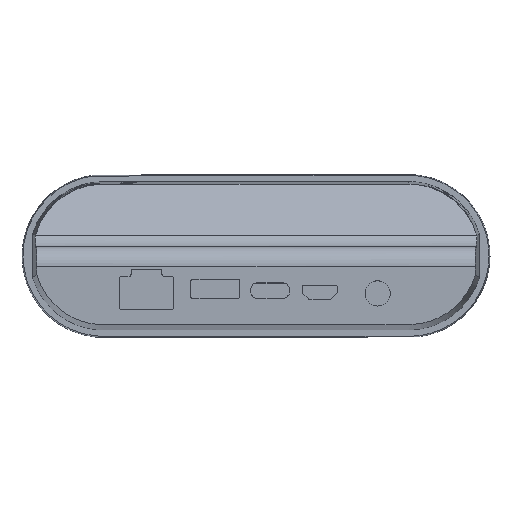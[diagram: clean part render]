
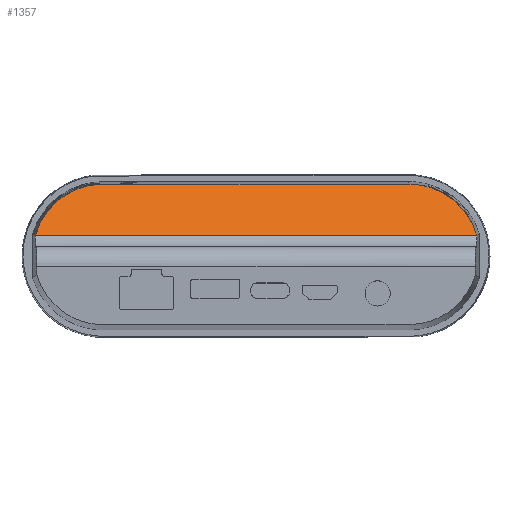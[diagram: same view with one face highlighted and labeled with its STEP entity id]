
A CAD part, top view. The second image highlights one B-rep face of the part: STEP entity #1357.
In plain terms, the highlighted planar face has unit normal (0, 0.439, 0.899).
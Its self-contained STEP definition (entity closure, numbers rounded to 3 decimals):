
#64=PLANE('',#1513);
#70=B_SPLINE_CURVE_WITH_KNOTS('',3,(#2238,#2239,#2240,#2241,#2242,#2243,
#2244,#2245,#2246,#2247),.UNSPECIFIED.,.F.,.F.,(4,2,2,2,4),(0.,
0.571,1.18,1.688,2.184),
 .UNSPECIFIED.);
#74=B_SPLINE_CURVE_WITH_KNOTS('',3,(#2334,#2335,#2336,#2337,#2338,#2339,
#2340,#2341,#2342,#2343,#2344,#2345,#2346,#2347,#2348,#2349,#2350,#2351,
#2352,#2353,#2354,#2355,#2356,#2357,#2358,#2359,#2360,#2361,#2362,#2363,
#2364,#2365,#2366,#2367,#2368,#2369,#2370,#2371,#2372,#2373,#2374,#2375,
#2376),.UNSPECIFIED.,.F.,.F.,(4,3,3,3,3,3,3,3,3,3,3,3,3,3,4),(-9.984,
-9.754,-8.888,-8.704,-8.44,
-8.133,-7.992,-7.837,-7.507,
-7.32,-6.955,-5.707,-3.907,
-0.306,0.),.UNSPECIFIED.);
#162=FACE_OUTER_BOUND('',#250,.T.);
#250=EDGE_LOOP('',(#1240,#1241,#1242,#1243,#1244));
#298=LINE('',#2819,#414);
#301=LINE('',#2832,#417);
#370=LINE('',#3018,#486);
#414=VECTOR('',#1665,1000.);
#417=VECTOR('',#1678,1000.);
#486=VECTOR('',#1893,1000.);
#569=VERTEX_POINT('',#2235);
#570=VERTEX_POINT('',#2237);
#573=VERTEX_POINT('',#2327);
#626=VERTEX_POINT('',#2818);
#631=VERTEX_POINT('',#2830);
#707=EDGE_CURVE('',#570,#569,#70,.T.);
#712=EDGE_CURVE('',#569,#573,#74,.F.);
#770=EDGE_CURVE('',#570,#626,#298,.T.);
#777=EDGE_CURVE('',#631,#573,#301,.T.);
#868=EDGE_CURVE('',#631,#626,#370,.T.);
#1240=ORIENTED_EDGE('',*,*,#777,.F.);
#1241=ORIENTED_EDGE('',*,*,#868,.T.);
#1242=ORIENTED_EDGE('',*,*,#770,.F.);
#1243=ORIENTED_EDGE('',*,*,#707,.T.);
#1244=ORIENTED_EDGE('',*,*,#712,.T.);
#1357=ADVANCED_FACE('',(#162),#64,.F.);
#1513=AXIS2_PLACEMENT_3D('',#3017,#1891,#1892);
#1665=DIRECTION('',(-0.004,-0.899,0.439));
#1678=DIRECTION('',(-0.004,0.899,-0.439));
#1891=DIRECTION('center_axis',(0.,-0.439,-0.899));
#1892=DIRECTION('ref_axis',(0.,0.899,-0.439));
#1893=DIRECTION('',(1.,0.,0.));
#2235=CARTESIAN_POINT('',(75.03,37.536,103.95));
#2237=CARTESIAN_POINT('',(91.756,24.997,110.069));
#2238=CARTESIAN_POINT('Ctrl Pts',(91.756,24.997,110.069));
#2239=CARTESIAN_POINT('Ctrl Pts',(91.274,26.651,109.262));
#2240=CARTESIAN_POINT('Ctrl Pts',(90.549,28.226,108.494));
#2241=CARTESIAN_POINT('Ctrl Pts',(88.558,31.251,107.017));
#2242=CARTESIAN_POINT('Ctrl Pts',(87.269,32.666,106.327));
#2243=CARTESIAN_POINT('Ctrl Pts',(84.461,34.851,105.26));
#2244=CARTESIAN_POINT('Ctrl Pts',(82.579,36.037,104.682));
#2245=CARTESIAN_POINT('Ctrl Pts',(77.592,37.536,103.95));
#2246=CARTESIAN_POINT('Ctrl Pts',(75.615,37.536,103.95));
#2247=CARTESIAN_POINT('Ctrl Pts',(75.03,37.536,103.95));
#2327=CARTESIAN_POINT('',(-16.726,24.997,110.069));
#2334=CARTESIAN_POINT('Ctrl Pts',(-16.726,24.997,110.069));
#2335=CARTESIAN_POINT('Ctrl Pts',(-16.558,25.571,109.789));
#2336=CARTESIAN_POINT('Ctrl Pts',(-16.362,26.136,109.513));
#2337=CARTESIAN_POINT('Ctrl Pts',(-16.136,26.69,109.243));
#2338=CARTESIAN_POINT('Ctrl Pts',(-15.285,28.776,108.225));
#2339=CARTESIAN_POINT('Ctrl Pts',(-14.016,30.721,107.276));
#2340=CARTESIAN_POINT('Ctrl Pts',(-12.384,32.37,106.471));
#2341=CARTESIAN_POINT('Ctrl Pts',(-12.038,32.72,106.301));
#2342=CARTESIAN_POINT('Ctrl Pts',(-11.676,33.056,106.137));
#2343=CARTESIAN_POINT('Ctrl Pts',(-11.298,33.378,105.98));
#2344=CARTESIAN_POINT('Ctrl Pts',(-10.753,33.841,105.753));
#2345=CARTESIAN_POINT('Ctrl Pts',(-10.204,34.257,105.55));
#2346=CARTESIAN_POINT('Ctrl Pts',(-9.539,34.693,105.338));
#2347=CARTESIAN_POINT('Ctrl Pts',(-8.765,35.199,105.091));
#2348=CARTESIAN_POINT('Ctrl Pts',(-7.827,35.726,104.833));
#2349=CARTESIAN_POINT('Ctrl Pts',(-6.72,36.189,104.608));
#2350=CARTESIAN_POINT('Ctrl Pts',(-6.213,36.401,104.504));
#2351=CARTESIAN_POINT('Ctrl Pts',(-5.67,36.599,104.407));
#2352=CARTESIAN_POINT('Ctrl Pts',(-5.091,36.776,104.321));
#2353=CARTESIAN_POINT('Ctrl Pts',(-4.455,36.97,104.227));
#2354=CARTESIAN_POINT('Ctrl Pts',(-3.833,37.118,104.154));
#2355=CARTESIAN_POINT('Ctrl Pts',(-3.27,37.226,104.102));
#2356=CARTESIAN_POINT('Ctrl Pts',(-2.069,37.455,103.99));
#2357=CARTESIAN_POINT('Ctrl Pts',(-1.048,37.536,103.95));
#2358=CARTESIAN_POINT('Ctrl Pts',(0.,37.536,
103.95));
#2359=CARTESIAN_POINT('Ctrl Pts',(0.593,37.536,103.95));
#2360=CARTESIAN_POINT('Ctrl Pts',(1.206,37.536,103.95));
#2361=CARTESIAN_POINT('Ctrl Pts',(1.829,37.536,103.95));
#2362=CARTESIAN_POINT('Ctrl Pts',(3.048,37.536,103.95));
#2363=CARTESIAN_POINT('Ctrl Pts',(4.266,37.536,103.95));
#2364=CARTESIAN_POINT('Ctrl Pts',(5.484,37.536,103.95));
#2365=CARTESIAN_POINT('Ctrl Pts',(9.644,37.536,103.95));
#2366=CARTESIAN_POINT('Ctrl Pts',(13.803,37.536,103.95));
#2367=CARTESIAN_POINT('Ctrl Pts',(17.963,37.536,103.95));
#2368=CARTESIAN_POINT('Ctrl Pts',(23.963,37.536,103.95));
#2369=CARTESIAN_POINT('Ctrl Pts',(29.964,37.536,103.95));
#2370=CARTESIAN_POINT('Ctrl Pts',(35.965,37.536,103.95));
#2371=CARTESIAN_POINT('Ctrl Pts',(47.966,37.536,103.95));
#2372=CARTESIAN_POINT('Ctrl Pts',(59.968,37.536,103.95));
#2373=CARTESIAN_POINT('Ctrl Pts',(71.969,37.536,103.95));
#2374=CARTESIAN_POINT('Ctrl Pts',(72.989,37.536,103.95));
#2375=CARTESIAN_POINT('Ctrl Pts',(74.01,37.536,103.95));
#2376=CARTESIAN_POINT('Ctrl Pts',(75.03,37.536,103.95));
#2818=CARTESIAN_POINT('',(91.755,24.838,110.147));
#2819=CARTESIAN_POINT('',(91.614,-8.422,126.378));
#2830=CARTESIAN_POINT('',(-16.725,24.838,110.147));
#2832=CARTESIAN_POINT('',(-16.777,37.104,104.161));
#3017=CARTESIAN_POINT('Origin',(-20.145,37.536,103.95));
#3018=CARTESIAN_POINT('',(91.743,24.838,110.147));
